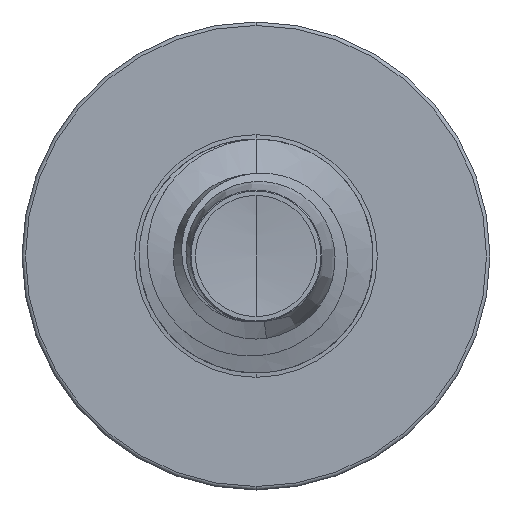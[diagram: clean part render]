
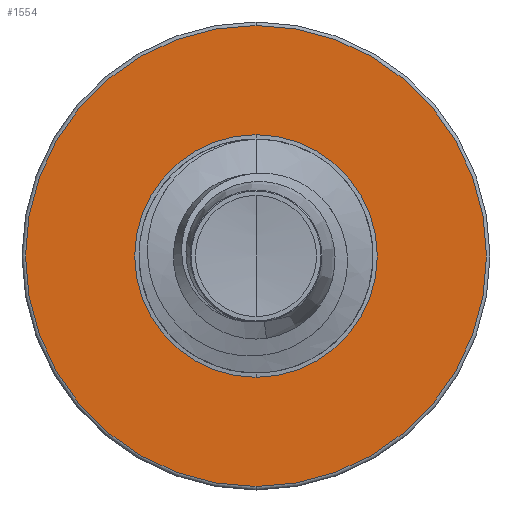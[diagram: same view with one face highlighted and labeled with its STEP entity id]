
A CAD part, front view. The second image highlights one B-rep face of the part: STEP entity #1554.
In plain terms, the highlighted planar face has unit normal (0, -1, 0).
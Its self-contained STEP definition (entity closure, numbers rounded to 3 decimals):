
#14 = AXIS2_PLACEMENT_3D ( 'NONE', #10319, #5758, #651 ) ;
#192 = CARTESIAN_POINT ( 'NONE',  ( 0., 4., 0. ) ) ;
#331 = ORIENTED_EDGE ( 'NONE', *, *, #7081, .F. ) ;
#651 = DIRECTION ( 'NONE',  ( 0., 0., 1. ) ) ;
#923 = CIRCLE ( 'NONE', #14, 2.462 ) ;
#1064 = DIRECTION ( 'NONE',  ( 0., 0., 1. ) ) ;
#1292 = EDGE_CURVE ( 'NONE', #7429, #6910, #2419, .T. ) ;
#1343 = PLANE ( 'NONE',  #5313 ) ;
#1360 = CIRCLE ( 'NONE', #9477, 1.296 ) ;
#1548 = VERTEX_POINT ( 'NONE', #3941 ) ;
#1554 = ADVANCED_FACE ( 'NONE', ( #6399, #8219 ), #1343, .F. ) ;
#1768 = CARTESIAN_POINT ( 'NONE',  ( 0., 4., -1.296 ) ) ;
#1805 = EDGE_CURVE ( 'NONE', #1548, #3721, #9706, .T. ) ;
#2075 = EDGE_CURVE ( 'NONE', #3721, #1548, #1360, .T. ) ;
#2419 = CIRCLE ( 'NONE', #10489, 2.462 ) ;
#2640 = EDGE_LOOP ( 'NONE', ( #6469, #331 ) ) ;
#3318 = DIRECTION ( 'NONE',  ( 0., 1., 0. ) ) ;
#3393 = CARTESIAN_POINT ( 'NONE',  ( 0., 4., 2.463 ) ) ;
#3462 = DIRECTION ( 'NONE',  ( 0., 1., 0. ) ) ;
#3721 = VERTEX_POINT ( 'NONE', #1768 ) ;
#3941 = CARTESIAN_POINT ( 'NONE',  ( 0., 4., 1.296 ) ) ;
#4803 = DIRECTION ( 'NONE',  ( 0., 1., 0. ) ) ;
#5313 = AXIS2_PLACEMENT_3D ( 'NONE', #9445, #4803, #10203 ) ;
#5572 = ORIENTED_EDGE ( 'NONE', *, *, #2075, .T. ) ;
#5758 = DIRECTION ( 'NONE',  ( 0., 1., 0. ) ) ;
#5827 = EDGE_LOOP ( 'NONE', ( #6792, #5572 ) ) ;
#6158 = DIRECTION ( 'NONE',  ( 0., 1., 0. ) ) ;
#6399 = FACE_OUTER_BOUND ( 'NONE', #2640, .T. ) ;
#6469 = ORIENTED_EDGE ( 'NONE', *, *, #1292, .F. ) ;
#6792 = ORIENTED_EDGE ( 'NONE', *, *, #1805, .T. ) ;
#6910 = VERTEX_POINT ( 'NONE', #8788 ) ;
#7081 = EDGE_CURVE ( 'NONE', #6910, #7429, #923, .T. ) ;
#7429 = VERTEX_POINT ( 'NONE', #3393 ) ;
#8207 = CARTESIAN_POINT ( 'NONE',  ( 0., 4., 0. ) ) ;
#8219 = FACE_BOUND ( 'NONE', #5827, .T. ) ;
#8335 = CARTESIAN_POINT ( 'NONE',  ( 0., 4., 0. ) ) ;
#8788 = CARTESIAN_POINT ( 'NONE',  ( 0., 4., -2.462 ) ) ;
#8945 = DIRECTION ( 'NONE',  ( 0., 0., 1. ) ) ;
#8973 = AXIS2_PLACEMENT_3D ( 'NONE', #8207, #3318, #8945 ) ;
#9076 = DIRECTION ( 'NONE',  ( 0., 0., 1. ) ) ;
#9445 = CARTESIAN_POINT ( 'NONE',  ( 0., 4., -1.296 ) ) ;
#9477 = AXIS2_PLACEMENT_3D ( 'NONE', #8335, #3462, #9076 ) ;
#9706 = CIRCLE ( 'NONE', #8973, 1.296 ) ;
#10203 = DIRECTION ( 'NONE',  ( 0., 0., 1. ) ) ;
#10319 = CARTESIAN_POINT ( 'NONE',  ( 0., 4., 0. ) ) ;
#10489 = AXIS2_PLACEMENT_3D ( 'NONE', #192, #6158, #1064 ) ;
